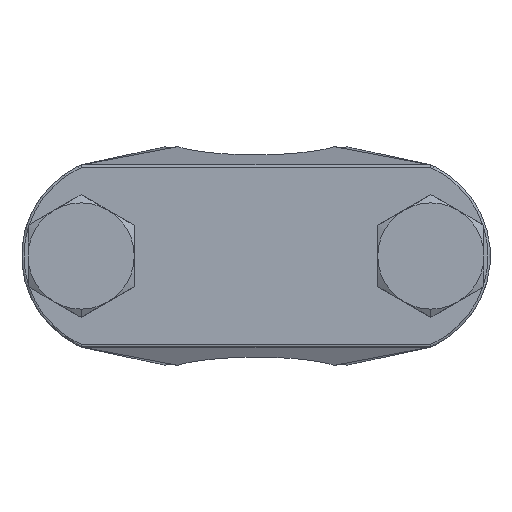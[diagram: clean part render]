
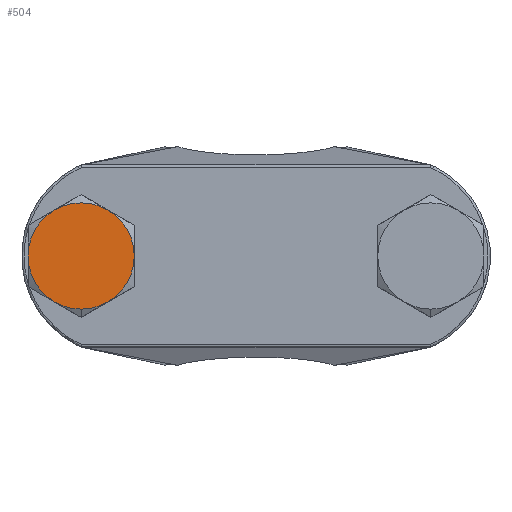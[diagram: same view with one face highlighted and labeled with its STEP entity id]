
A CAD part, front view. The second image highlights one B-rep face of the part: STEP entity #504.
In plain terms, the highlighted planar face has unit normal (0, -1, 0).
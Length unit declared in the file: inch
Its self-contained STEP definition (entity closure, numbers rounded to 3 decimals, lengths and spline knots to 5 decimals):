
#33 = ORIENTED_EDGE ( 'NONE', *, *, #3312, .T. ) ;
#58 = CIRCLE ( 'NONE', #2011, 0.21875 ) ;
#75 = DIRECTION ( 'NONE',  ( 0., 0., -1. ) ) ;
#158 = EDGE_CURVE ( 'NONE', #2858, #1245, #58, .T. ) ;
#167 = DIRECTION ( 'NONE',  ( 0., 0., -1. ) ) ;
#185 = CIRCLE ( 'NONE', #1379, 0.21875 ) ;
#250 = EDGE_CURVE ( 'NONE', #1565, #2858, #661, .T. ) ;
#287 = AXIS2_PLACEMENT_3D ( 'NONE', #2163, #2408, #1350 ) ;
#298 = DIRECTION ( 'NONE',  ( 0., -1., 0. ) ) ;
#411 = DIRECTION ( 'NONE',  ( 0., -1., 0. ) ) ;
#504 = ADVANCED_FACE ( 'NONE', ( #1529 ), #2601, .T. ) ;
#519 = DIRECTION ( 'NONE',  ( 0., -1., 0. ) ) ;
#535 = EDGE_CURVE ( 'NONE', #2773, #2179, #1322, .T. ) ;
#545 = CARTESIAN_POINT ( 'NONE',  ( -0.82937, -0.2763, 0.18944 ) ) ;
#661 = CIRCLE ( 'NONE', #1875, 0.21875 ) ;
#885 = CARTESIAN_POINT ( 'NONE',  ( -0.82937, -0.2763, -0.18944 ) ) ;
#1056 = CARTESIAN_POINT ( 'NONE',  ( -0.93875, -0.2763, 0. ) ) ;
#1094 = CARTESIAN_POINT ( 'NONE',  ( -0.61062, -0.2763, 0.18944 ) ) ;
#1107 = CARTESIAN_POINT ( 'NONE',  ( -0.72, -0.2763, 0. ) ) ;
#1156 = CARTESIAN_POINT ( 'NONE',  ( -0.72, -0.2763, 0. ) ) ;
#1216 = CARTESIAN_POINT ( 'NONE',  ( -0.72, -0.2763, 0. ) ) ;
#1245 = VERTEX_POINT ( 'NONE', #1094 ) ;
#1251 = VERTEX_POINT ( 'NONE', #3203 ) ;
#1302 = CARTESIAN_POINT ( 'NONE',  ( -0.72, -0.2763, 0. ) ) ;
#1322 = CIRCLE ( 'NONE', #2502, 0.21875 ) ;
#1332 = VERTEX_POINT ( 'NONE', #885 ) ;
#1350 = DIRECTION ( 'NONE',  ( 0., 0., -1. ) ) ;
#1378 = EDGE_CURVE ( 'NONE', #1332, #1251, #185, .T. ) ;
#1379 = AXIS2_PLACEMENT_3D ( 'NONE', #2765, #3292, #2471 ) ;
#1400 = CARTESIAN_POINT ( 'NONE',  ( -0.72, -0.2763, 0. ) ) ;
#1447 = AXIS2_PLACEMENT_3D ( 'NONE', #3385, #298, #2332 ) ;
#1529 = FACE_OUTER_BOUND ( 'NONE', #3386, .T. ) ;
#1548 = ORIENTED_EDGE ( 'NONE', *, *, #2644, .T. ) ;
#1565 = VERTEX_POINT ( 'NONE', #1691 ) ;
#1594 = AXIS2_PLACEMENT_3D ( 'NONE', #1156, #3222, #2146 ) ;
#1628 = DIRECTION ( 'NONE',  ( 0., -1., 0. ) ) ;
#1691 = CARTESIAN_POINT ( 'NONE',  ( -0.61062, -0.2763, -0.18944 ) ) ;
#1825 = ORIENTED_EDGE ( 'NONE', *, *, #535, .T. ) ;
#1863 = CARTESIAN_POINT ( 'NONE',  ( -0.50125, -0.2763, 0. ) ) ;
#1875 = AXIS2_PLACEMENT_3D ( 'NONE', #1216, #411, #167 ) ;
#1911 = ORIENTED_EDGE ( 'NONE', *, *, #158, .T. ) ;
#1961 = EDGE_CURVE ( 'NONE', #1251, #1565, #2333, .T. ) ;
#2011 = AXIS2_PLACEMENT_3D ( 'NONE', #1400, #1628, #2144 ) ;
#2144 = DIRECTION ( 'NONE',  ( 0., 0., -1. ) ) ;
#2146 = DIRECTION ( 'NONE',  ( 0., 0., -1. ) ) ;
#2163 = CARTESIAN_POINT ( 'NONE',  ( -0.72, -0.2763, 0. ) ) ;
#2165 = AXIS2_PLACEMENT_3D ( 'NONE', #1302, #519, #2345 ) ;
#2179 = VERTEX_POINT ( 'NONE', #1056 ) ;
#2329 = ORIENTED_EDGE ( 'NONE', *, *, #1961, .T. ) ;
#2332 = DIRECTION ( 'NONE',  ( 0., 0., -1. ) ) ;
#2333 = CIRCLE ( 'NONE', #1594, 0.21875 ) ;
#2345 = DIRECTION ( 'NONE',  ( 0., 0., -1. ) ) ;
#2408 = DIRECTION ( 'NONE',  ( 0., -1., 0. ) ) ;
#2455 = CIRCLE ( 'NONE', #2165, 0.21875 ) ;
#2471 = DIRECTION ( 'NONE',  ( 0., 0., -1. ) ) ;
#2502 = AXIS2_PLACEMENT_3D ( 'NONE', #1107, #2925, #75 ) ;
#2601 = PLANE ( 'NONE',  #1447 ) ;
#2644 = EDGE_CURVE ( 'NONE', #2179, #1332, #2455, .T. ) ;
#2709 = ORIENTED_EDGE ( 'NONE', *, *, #1378, .T. ) ;
#2765 = CARTESIAN_POINT ( 'NONE',  ( -0.72, -0.2763, 0. ) ) ;
#2773 = VERTEX_POINT ( 'NONE', #545 ) ;
#2858 = VERTEX_POINT ( 'NONE', #1863 ) ;
#2919 = ORIENTED_EDGE ( 'NONE', *, *, #250, .T. ) ;
#2925 = DIRECTION ( 'NONE',  ( 0., -1., 0. ) ) ;
#3116 = CIRCLE ( 'NONE', #287, 0.21875 ) ;
#3203 = CARTESIAN_POINT ( 'NONE',  ( -0.72, -0.2763, -0.21875 ) ) ;
#3222 = DIRECTION ( 'NONE',  ( 0., -1., 0. ) ) ;
#3292 = DIRECTION ( 'NONE',  ( 0., -1., 0. ) ) ;
#3312 = EDGE_CURVE ( 'NONE', #1245, #2773, #3116, .T. ) ;
#3385 = CARTESIAN_POINT ( 'NONE',  ( 0., -0.2763, 0. ) ) ;
#3386 = EDGE_LOOP ( 'NONE', ( #2709, #2329, #2919, #1911, #33, #1825, #1548 ) ) ;
